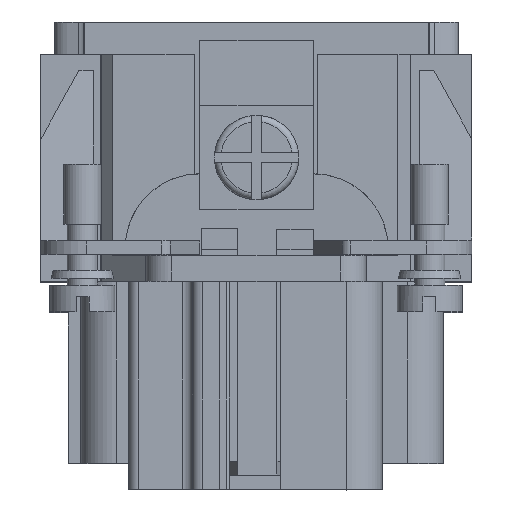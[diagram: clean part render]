
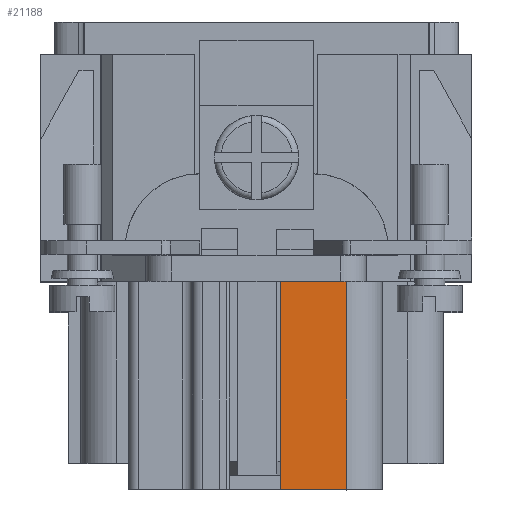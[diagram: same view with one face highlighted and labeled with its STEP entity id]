
A CAD part, top view. The second image highlights one B-rep face of the part: STEP entity #21188.
In plain terms, the highlighted planar face has unit normal (0, 0, 1).
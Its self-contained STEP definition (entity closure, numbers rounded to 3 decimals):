
#2034 = EDGE_LOOP ( 'NONE', ( #12224, #12225, #12226, #12222 ) ) ;
#2501 = VECTOR ( 'NONE', #22100, 1000. ) ;
#4993 = DIRECTION ( 'NONE',  ( -1., 0., 0. ) ) ;
#4995 = DIRECTION ( 'NONE',  ( 0., 0., -1. ) ) ;
#4996 = CARTESIAN_POINT ( 'NONE',  ( 33.653, -18., -16.859 ) ) ;
#4997 = PLANE ( 'NONE',  #8782 ) ;
#5144 = VECTOR ( 'NONE', #22141, 1000. ) ;
#6236 = EDGE_CURVE ( 'NONE', #13536, #13503, #18358, .T. ) ;
#6317 = EDGE_CURVE ( 'NONE', #13536, #11885, #18426, .T. ) ;
#8782 = AXIS2_PLACEMENT_3D ( 'NONE', #4996, #4995, #4993 ) ;
#9287 = DIRECTION ( 'NONE',  ( -1., 0., 0. ) ) ;
#9288 = CARTESIAN_POINT ( 'NONE',  ( 33.653, -2., -16.859 ) ) ;
#10025 = EDGE_CURVE ( 'NONE', #13503, #11884, #16403, .T. ) ;
#11199 = VECTOR ( 'NONE', #9287, 1000. ) ;
#11884 = VERTEX_POINT ( 'NONE', #17708 ) ;
#11885 = VERTEX_POINT ( 'NONE', #17706 ) ;
#12222 = ORIENTED_EDGE ( 'NONE', *, *, #6317, .T. ) ;
#12224 = ORIENTED_EDGE ( 'NONE', *, *, #20874, .T. ) ;
#12225 = ORIENTED_EDGE ( 'NONE', *, *, #10025, .F. ) ;
#12226 = ORIENTED_EDGE ( 'NONE', *, *, #6236, .F. ) ;
#13503 = VERTEX_POINT ( 'NONE', #16962 ) ;
#13536 = VERTEX_POINT ( 'NONE', #16908 ) ;
#14015 = FACE_OUTER_BOUND ( 'NONE', #2034, .T. ) ;
#15609 = VECTOR ( 'NONE', #19217, 1000. ) ;
#16403 = LINE ( 'NONE', #19218, #15609 ) ;
#16908 = CARTESIAN_POINT ( 'NONE',  ( 38.732, -18., -16.858 ) ) ;
#16962 = CARTESIAN_POINT ( 'NONE',  ( 33.653, -18., -16.859 ) ) ;
#17594 = LINE ( 'NONE', #9288, #11199 ) ;
#17706 = CARTESIAN_POINT ( 'NONE',  ( 38.732, -2., -16.858 ) ) ;
#17708 = CARTESIAN_POINT ( 'NONE',  ( 33.653, -2., -16.859 ) ) ;
#18358 = LINE ( 'NONE', #22106, #2501 ) ;
#18426 = LINE ( 'NONE', #22142, #5144 ) ;
#19217 = DIRECTION ( 'NONE',  ( 0., 1., 0. ) ) ;
#19218 = CARTESIAN_POINT ( 'NONE',  ( 33.653, -18., -16.859 ) ) ;
#20874 = EDGE_CURVE ( 'NONE', #11885, #11884, #17594, .T. ) ;
#21188 = ADVANCED_FACE ( 'NONE', ( #14015 ), #4997, .F. ) ;
#22100 = DIRECTION ( 'NONE',  ( -1., 0., 0. ) ) ;
#22106 = CARTESIAN_POINT ( 'NONE',  ( 33.653, -18., -16.859 ) ) ;
#22141 = DIRECTION ( 'NONE',  ( 0., 1., 0. ) ) ;
#22142 = CARTESIAN_POINT ( 'NONE',  ( 38.732, -18., -16.858 ) ) ;
